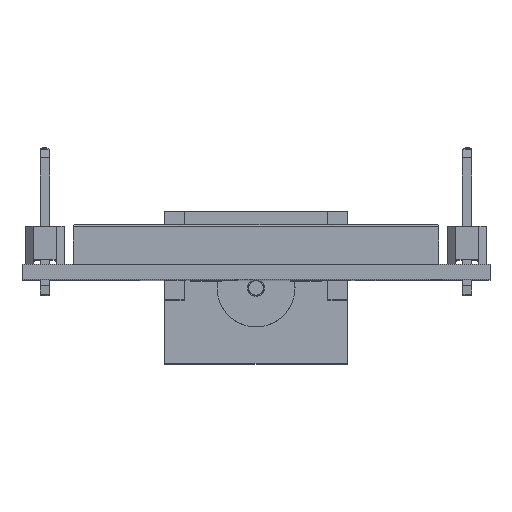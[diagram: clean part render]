
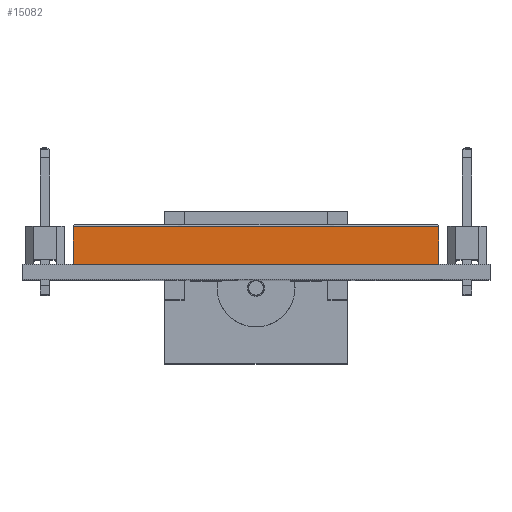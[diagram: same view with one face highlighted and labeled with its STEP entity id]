
A CAD part, top view. The second image highlights one B-rep face of the part: STEP entity #15082.
In plain terms, the highlighted free-form (B-spline) face has degree [1, 1] with [2, 2] control points.
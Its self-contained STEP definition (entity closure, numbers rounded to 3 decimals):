
#15082 = ADVANCED_FACE('',(#15083),#15117,.T.);
#15083 = FACE_BOUND('',#15084,.T.);
#15084 = EDGE_LOOP('',(#15085,#15095,#15103,#15111));
#15085 = ORIENTED_EDGE('',*,*,#15086,.T.);
#15086 = EDGE_CURVE('',#15087,#15089,#15091,.T.);
#15087 = VERTEX_POINT('',#15088);
#15088 = CARTESIAN_POINT('',(19.05,2.083,-24.257));
#15089 = VERTEX_POINT('',#15090);
#15090 = CARTESIAN_POINT('',(0.,2.083,-24.257));
#15091 = LINE('',#15092,#15093);
#15092 = CARTESIAN_POINT('',(19.05,2.083,-24.257));
#15093 = VECTOR('',#15094,1.);
#15094 = DIRECTION('',(-1.,0.,0.));
#15095 = ORIENTED_EDGE('',*,*,#15096,.T.);
#15096 = EDGE_CURVE('',#15089,#15097,#15099,.T.);
#15097 = VERTEX_POINT('',#15098);
#15098 = CARTESIAN_POINT('',(0.,0.127,-24.257));
#15099 = LINE('',#15100,#15101);
#15100 = CARTESIAN_POINT('',(0.,2.083,-24.257));
#15101 = VECTOR('',#15102,1.);
#15102 = DIRECTION('',(0.,-1.,0.));
#15103 = ORIENTED_EDGE('',*,*,#15104,.T.);
#15104 = EDGE_CURVE('',#15097,#15105,#15107,.T.);
#15105 = VERTEX_POINT('',#15106);
#15106 = CARTESIAN_POINT('',(19.05,0.127,-24.257));
#15107 = LINE('',#15108,#15109);
#15108 = CARTESIAN_POINT('',(0.,0.127,-24.257));
#15109 = VECTOR('',#15110,1.);
#15110 = DIRECTION('',(1.,0.,0.));
#15111 = ORIENTED_EDGE('',*,*,#15112,.T.);
#15112 = EDGE_CURVE('',#15105,#15087,#15113,.T.);
#15113 = LINE('',#15114,#15115);
#15114 = CARTESIAN_POINT('',(19.05,0.127,-24.257));
#15115 = VECTOR('',#15116,1.);
#15116 = DIRECTION('',(0.,1.,0.));
#15117 = B_SPLINE_SURFACE_WITH_KNOTS('',1,1,(
    (#15118,#15119)
    ,(#15120,#15121
    )),.UNSPECIFIED.,.F.,.F.,.F.,(2,2),(2,2),(0.,1.),(0.,1.),
  .PIECEWISE_BEZIER_KNOTS.);
#15118 = CARTESIAN_POINT('',(0.,0.127,-24.257));
#15119 = CARTESIAN_POINT('',(0.,2.083,-24.257));
#15120 = CARTESIAN_POINT('',(19.05,0.127,-24.257));
#15121 = CARTESIAN_POINT('',(19.05,2.083,-24.257));
